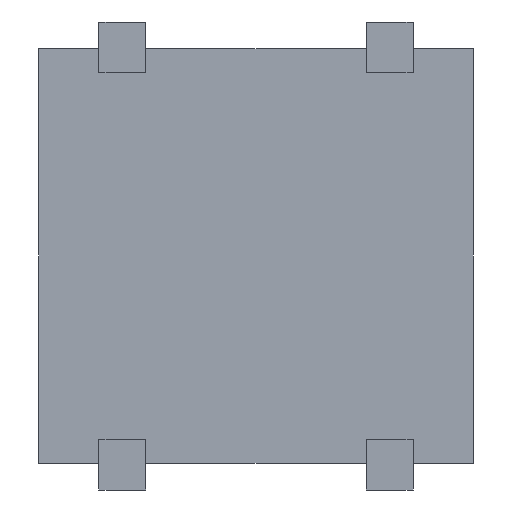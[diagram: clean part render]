
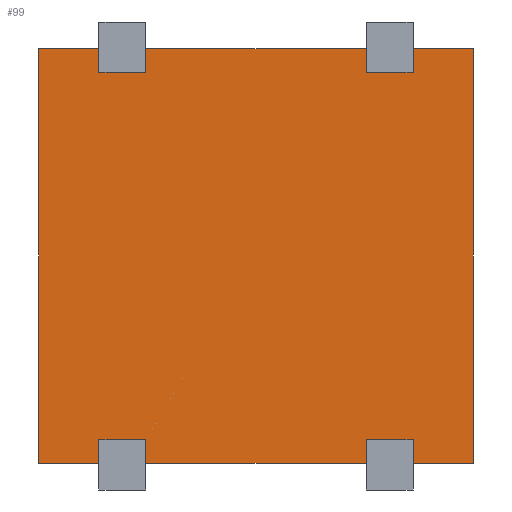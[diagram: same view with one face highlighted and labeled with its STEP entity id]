
A CAD part, front view. The second image highlights one B-rep face of the part: STEP entity #99.
In plain terms, the highlighted planar face has unit normal (0, -1, 0).
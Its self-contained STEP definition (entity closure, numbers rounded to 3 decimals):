
#99=ADVANCED_FACE('',(#215),#216,.F.);
#215=FACE_OUTER_BOUND('',#346,.T.);
#216=PLANE('',#347);
#346=EDGE_LOOP('',(#572,#573,#574,#575,#576,#577,#578,#579,#580,#581,#582,#583,#584,#585,#586,#587,#588,#589,#590,#591));
#347=AXIS2_PLACEMENT_3D('',#592,#593,#594);
#572=ORIENTED_EDGE('',*,*,#817,.T.);
#573=ORIENTED_EDGE('',*,*,#830,.T.);
#574=ORIENTED_EDGE('',*,*,#845,.T.);
#575=ORIENTED_EDGE('',*,*,#879,.F.);
#576=ORIENTED_EDGE('',*,*,#848,.T.);
#577=ORIENTED_EDGE('',*,*,#861,.T.);
#578=ORIENTED_EDGE('',*,*,#876,.T.);
#579=ORIENTED_EDGE('',*,*,#880,.F.);
#580=ORIENTED_EDGE('',*,*,#881,.T.);
#581=ORIENTED_EDGE('',*,*,#882,.F.);
#582=ORIENTED_EDGE('',*,*,#883,.T.);
#583=ORIENTED_EDGE('',*,*,#884,.T.);
#584=ORIENTED_EDGE('',*,*,#885,.T.);
#585=ORIENTED_EDGE('',*,*,#886,.F.);
#586=ORIENTED_EDGE('',*,*,#887,.T.);
#587=ORIENTED_EDGE('',*,*,#888,.T.);
#588=ORIENTED_EDGE('',*,*,#889,.T.);
#589=ORIENTED_EDGE('',*,*,#890,.F.);
#590=ORIENTED_EDGE('',*,*,#891,.F.);
#591=ORIENTED_EDGE('',*,*,#892,.F.);
#592=CARTESIAN_POINT('',(0.0,0.1,0.0));
#593=DIRECTION('',(0.0,1.0,0.0));
#594=DIRECTION('',(0.0,0.0,1.0));
#817=EDGE_CURVE('',#976,#977,#978,.T.);
#830=EDGE_CURVE('',#977,#999,#1000,.T.);
#845=EDGE_CURVE('',#999,#1019,#1020,.T.);
#848=EDGE_CURVE('',#1023,#1024,#1025,.T.);
#861=EDGE_CURVE('',#1024,#1046,#1047,.T.);
#876=EDGE_CURVE('',#1046,#1066,#1067,.T.);
#879=EDGE_CURVE('',#1023,#1019,#1070,.T.);
#880=EDGE_CURVE('',#1071,#1066,#1072,.T.);
#881=EDGE_CURVE('',#1071,#1073,#1074,.T.);
#882=EDGE_CURVE('',#1075,#1073,#1076,.T.);
#883=EDGE_CURVE('',#1075,#1077,#1078,.T.);
#884=EDGE_CURVE('',#1077,#1079,#1080,.T.);
#885=EDGE_CURVE('',#1079,#1081,#1082,.T.);
#886=EDGE_CURVE('',#1083,#1081,#1084,.T.);
#887=EDGE_CURVE('',#1083,#1085,#1086,.T.);
#888=EDGE_CURVE('',#1085,#1087,#1088,.T.);
#889=EDGE_CURVE('',#1087,#1089,#1090,.T.);
#890=EDGE_CURVE('',#1091,#1089,#1092,.T.);
#891=EDGE_CURVE('',#1093,#1091,#1094,.T.);
#892=EDGE_CURVE('',#976,#1093,#1095,.T.);
#976=VERTEX_POINT('',#1209);
#977=VERTEX_POINT('',#1210);
#978=LINE('',#1211,#1212);
#999=VERTEX_POINT('',#1243);
#1000=LINE('',#1244,#1245);
#1019=VERTEX_POINT('',#1273);
#1020=LINE('',#1274,#1275);
#1023=VERTEX_POINT('',#1279);
#1024=VERTEX_POINT('',#1280);
#1025=LINE('',#1281,#1282);
#1046=VERTEX_POINT('',#1313);
#1047=LINE('',#1314,#1315);
#1066=VERTEX_POINT('',#1343);
#1067=LINE('',#1344,#1345);
#1070=LINE('',#1349,#1350);
#1071=VERTEX_POINT('',#1351);
#1072=LINE('',#1352,#1353);
#1073=VERTEX_POINT('',#1354);
#1074=LINE('',#1355,#1356);
#1075=VERTEX_POINT('',#1357);
#1076=LINE('',#1358,#1359);
#1077=VERTEX_POINT('',#1360);
#1078=LINE('',#1361,#1362);
#1079=VERTEX_POINT('',#1363);
#1080=LINE('',#1364,#1365);
#1081=VERTEX_POINT('',#1366);
#1082=LINE('',#1367,#1368);
#1083=VERTEX_POINT('',#1369);
#1084=LINE('',#1370,#1371);
#1085=VERTEX_POINT('',#1372);
#1086=LINE('',#1373,#1374);
#1087=VERTEX_POINT('',#1375);
#1088=LINE('',#1376,#1377);
#1089=VERTEX_POINT('',#1378);
#1090=LINE('',#1379,#1380);
#1091=VERTEX_POINT('',#1381);
#1092=LINE('',#1382,#1383);
#1093=VERTEX_POINT('',#1384);
#1094=LINE('',#1385,#1386);
#1095=LINE('',#1387,#1388);
#1209=CARTESIAN_POINT('',(2.35,0.1,3.1));
#1210=CARTESIAN_POINT('',(2.35,0.1,2.75));
#1211=CARTESIAN_POINT('',(2.35,0.1,1.633));
#1212=VECTOR('',#1546,1.0);
#1243=CARTESIAN_POINT('',(1.65,0.1,2.75));
#1244=CARTESIAN_POINT('',(1.175,0.1,2.75));
#1245=VECTOR('',#1557,1.0);
#1273=CARTESIAN_POINT('',(1.65,0.1,3.1));
#1274=CARTESIAN_POINT('',(1.65,0.1,1.633));
#1275=VECTOR('',#1567,1.0);
#1279=CARTESIAN_POINT('',(-1.65,0.1,3.1));
#1280=CARTESIAN_POINT('',(-1.65,0.1,2.75));
#1281=CARTESIAN_POINT('',(-1.65,0.1,1.633));
#1282=VECTOR('',#1569,1.0);
#1313=CARTESIAN_POINT('',(-2.35,0.1,2.75));
#1314=CARTESIAN_POINT('',(-0.825,0.1,2.75));
#1315=VECTOR('',#1580,1.0);
#1343=CARTESIAN_POINT('',(-2.35,0.1,3.1));
#1344=CARTESIAN_POINT('',(-2.35,0.1,1.633));
#1345=VECTOR('',#1590,1.0);
#1349=CARTESIAN_POINT('',(0.0,0.1,3.1));
#1350=VECTOR('',#1592,1.0);
#1351=CARTESIAN_POINT('',(-3.25,0.1,3.1));
#1352=CARTESIAN_POINT('',(0.0,0.1,3.1));
#1353=VECTOR('',#1593,1.0);
#1354=CARTESIAN_POINT('',(-3.25,0.1,-3.1));
#1355=CARTESIAN_POINT('',(-3.25,0.1,0.0));
#1356=VECTOR('',#1594,1.0);
#1357=CARTESIAN_POINT('',(-2.35,0.1,-3.1));
#1358=CARTESIAN_POINT('',(0.0,0.1,-3.1));
#1359=VECTOR('',#1595,1.0);
#1360=CARTESIAN_POINT('',(-2.35,0.1,-2.75));
#1361=CARTESIAN_POINT('',(-2.35,0.1,-1.633));
#1362=VECTOR('',#1596,1.0);
#1363=CARTESIAN_POINT('',(-1.65,0.1,-2.75));
#1364=CARTESIAN_POINT('',(-1.175,0.1,-2.75));
#1365=VECTOR('',#1597,1.0);
#1366=CARTESIAN_POINT('',(-1.65,0.1,-3.1));
#1367=CARTESIAN_POINT('',(-1.65,0.1,-1.633));
#1368=VECTOR('',#1598,1.0);
#1369=CARTESIAN_POINT('',(1.65,0.1,-3.1));
#1370=CARTESIAN_POINT('',(0.0,0.1,-3.1));
#1371=VECTOR('',#1599,1.0);
#1372=CARTESIAN_POINT('',(1.65,0.1,-2.75));
#1373=CARTESIAN_POINT('',(1.65,0.1,-1.633));
#1374=VECTOR('',#1600,1.0);
#1375=CARTESIAN_POINT('',(2.35,0.1,-2.75));
#1376=CARTESIAN_POINT('',(0.825,0.1,-2.75));
#1377=VECTOR('',#1601,1.0);
#1378=CARTESIAN_POINT('',(2.35,0.1,-3.1));
#1379=CARTESIAN_POINT('',(2.35,0.1,-1.633));
#1380=VECTOR('',#1602,1.0);
#1381=CARTESIAN_POINT('',(3.25,0.1,-3.1));
#1382=CARTESIAN_POINT('',(0.0,0.1,-3.1));
#1383=VECTOR('',#1603,1.0);
#1384=CARTESIAN_POINT('',(3.25,0.1,3.1));
#1385=CARTESIAN_POINT('',(3.25,0.1,0.0));
#1386=VECTOR('',#1604,1.0);
#1387=CARTESIAN_POINT('',(0.0,0.1,3.1));
#1388=VECTOR('',#1605,1.0);
#1546=DIRECTION('',(0.,0.0,-1.0));
#1557=DIRECTION('',(-1.0,0.0,0.));
#1567=DIRECTION('',(0.,0.0,1.0));
#1569=DIRECTION('',(0.,0.0,-1.0));
#1580=DIRECTION('',(-1.0,0.0,0.));
#1590=DIRECTION('',(0.,0.0,1.0));
#1592=DIRECTION('',(1.0,0.0,0.0));
#1593=DIRECTION('',(1.0,0.0,0.0));
#1594=DIRECTION('',(0.0,0.0,-1.0));
#1595=DIRECTION('',(-1.0,0.0,0.0));
#1596=DIRECTION('',(0.,0.0,1.0));
#1597=DIRECTION('',(1.0,-0.0,0.));
#1598=DIRECTION('',(0.,0.0,-1.0));
#1599=DIRECTION('',(-1.0,0.0,0.0));
#1600=DIRECTION('',(0.,0.0,1.0));
#1601=DIRECTION('',(1.0,-0.0,0.));
#1602=DIRECTION('',(0.,0.0,-1.0));
#1603=DIRECTION('',(-1.0,0.0,0.0));
#1604=DIRECTION('',(0.0,0.0,-1.0));
#1605=DIRECTION('',(1.0,0.0,0.0));
